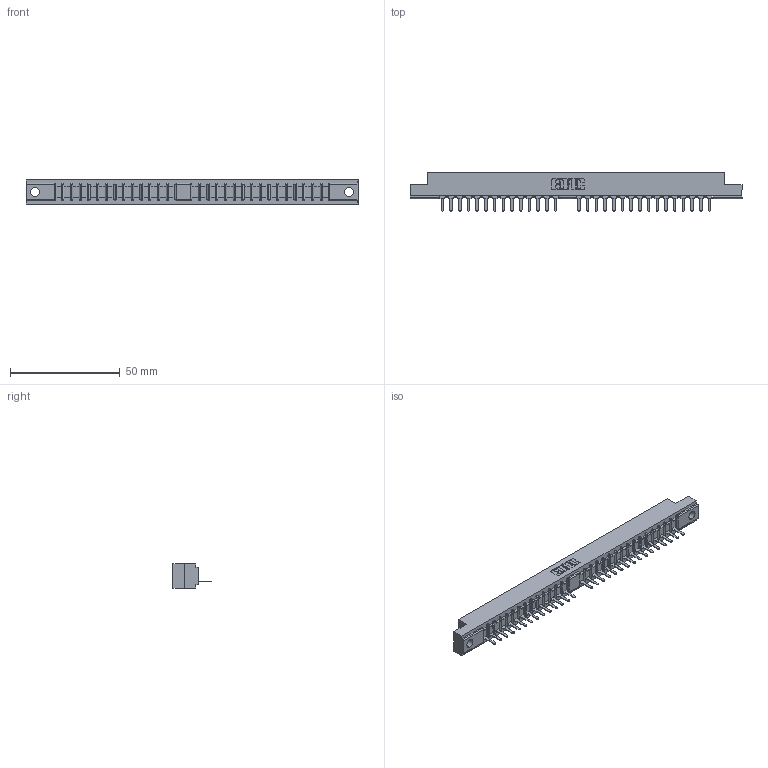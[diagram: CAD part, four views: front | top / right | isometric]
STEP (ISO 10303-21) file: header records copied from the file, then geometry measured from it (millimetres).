
FILE_DESCRIPTION (( 'STEP AP203' ), '1' );
FILE_NAME ('310-030-521-104.STEP', '2020-03-25T13:30:27', ( '' ), ( '' ), 'SwSTEP 2.0', 'SolidWorks 2016', '' );
FILE_SCHEMA (( 'CONFIG_CONTROL_DESIGN' ));
Length unit declared in the file: millimetre
Products named in the file (3): 310 Part_.156 Dia. Hole; 310-030-521-104; 307-290-002_521
Assembly tree (31 placements, depth 2):
  310-030-521-104
    310 Part_.156 Dia. Hole
    307-290-002_521  x30
Bounding box: 151.21 x 17.37 x 10.97 mm (x, y, z)
Volume: 13015.6 mm3; surface area: 18080.7 mm2
Topology: 31 solids, 31 shells, 2386 faces, 7321 edges, 4790 vertices
Faces by surface type: plane 1434, cylinder 888, sphere 64
Entity records: 28344 total; most frequent: CARTESIAN_POINT 4781, ORIENTED_EDGE 4770, DIRECTION 4651, EDGE_CURVE 2385, VECTOR 1827, LINE 1827, VERTEX_POINT 1542, AXIS2_PLACEMENT_3D 1412
